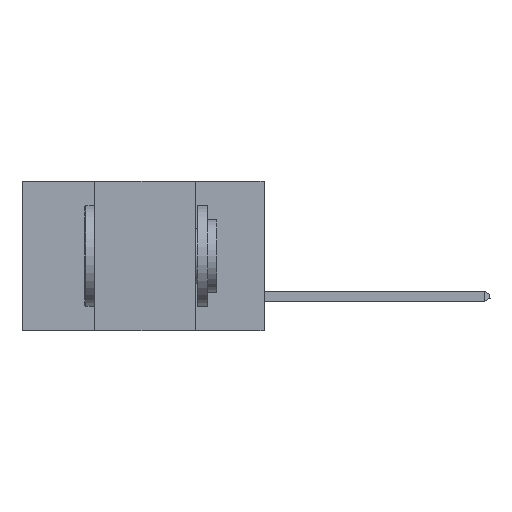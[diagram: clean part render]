
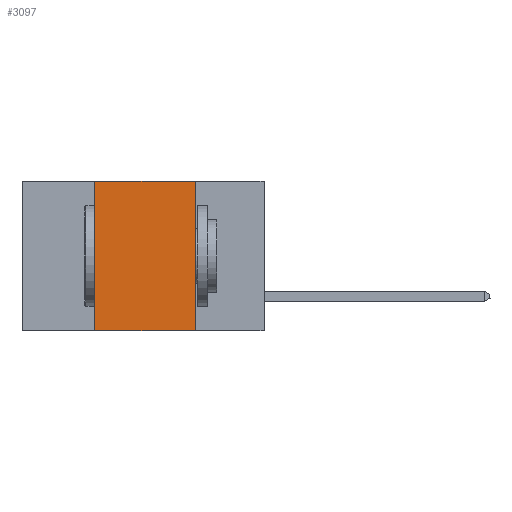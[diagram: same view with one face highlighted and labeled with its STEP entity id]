
A CAD part, left-side view. The second image highlights one B-rep face of the part: STEP entity #3097.
In plain terms, the highlighted planar face has unit normal (-1, 0, 0).
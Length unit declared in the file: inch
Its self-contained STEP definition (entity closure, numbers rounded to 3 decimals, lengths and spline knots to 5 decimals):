
#235 = DIRECTION ( 'NONE',  ( 0., -1., 0. ) ) ;
#1598 = LINE ( 'NONE', #19233, #5076 ) ;
#1966 = CARTESIAN_POINT ( 'NONE',  ( 0., 0.17, -0.37 ) ) ;
#3037 = LINE ( 'NONE', #19611, #11129 ) ;
#3097 = ADVANCED_FACE ( 'NONE', ( #6151 ), #18362, .F. ) ;
#3100 = CARTESIAN_POINT ( 'NONE',  ( 0., 0.17, 0. ) ) ;
#4156 = VERTEX_POINT ( 'NONE', #1966 ) ;
#4745 = DIRECTION ( 'NONE',  ( 0., 0., -1. ) ) ;
#4860 = DIRECTION ( 'NONE',  ( 0., 0., 1. ) ) ;
#5076 = VECTOR ( 'NONE', #4745, 39.37008 ) ;
#5378 = ORIENTED_EDGE ( 'NONE', *, *, #14792, .T. ) ;
#5611 = EDGE_CURVE ( 'NONE', #15426, #11179, #15608, .T. ) ;
#5921 = CARTESIAN_POINT ( 'NONE',  ( 0., 0.42, 0. ) ) ;
#6151 = FACE_OUTER_BOUND ( 'NONE', #11450, .T. ) ;
#6307 = LINE ( 'NONE', #19818, #7043 ) ;
#7043 = VECTOR ( 'NONE', #8017, 39.37008 ) ;
#8017 = DIRECTION ( 'NONE',  ( 0., -1., 0. ) ) ;
#8176 = CARTESIAN_POINT ( 'NONE',  ( 0., 0.42, 0. ) ) ;
#9599 = ORIENTED_EDGE ( 'NONE', *, *, #5611, .F. ) ;
#10191 = DIRECTION ( 'NONE',  ( 0., 0., -1. ) ) ;
#11129 = VECTOR ( 'NONE', #235, 39.37008 ) ;
#11179 = VERTEX_POINT ( 'NONE', #5921 ) ;
#11270 = AXIS2_PLACEMENT_3D ( 'NONE', #18075, #18302, #10191 ) ;
#11450 = EDGE_LOOP ( 'NONE', ( #18546, #12574, #9599, #5378 ) ) ;
#12574 = ORIENTED_EDGE ( 'NONE', *, *, #14910, .F. ) ;
#13341 = VECTOR ( 'NONE', #4860, 39.37008 ) ;
#14792 = EDGE_CURVE ( 'NONE', #15426, #4156, #6307, .T. ) ;
#14910 = EDGE_CURVE ( 'NONE', #11179, #18341, #3037, .T. ) ;
#15426 = VERTEX_POINT ( 'NONE', #16616 ) ;
#15608 = LINE ( 'NONE', #8176, #13341 ) ;
#16278 = EDGE_CURVE ( 'NONE', #18341, #4156, #1598, .T. ) ;
#16616 = CARTESIAN_POINT ( 'NONE',  ( 0., 0.42, -0.37 ) ) ;
#18075 = CARTESIAN_POINT ( 'NONE',  ( 0., 0.6, 0. ) ) ;
#18302 = DIRECTION ( 'NONE',  ( 1., 0., 0. ) ) ;
#18341 = VERTEX_POINT ( 'NONE', #3100 ) ;
#18362 = PLANE ( 'NONE',  #11270 ) ;
#18546 = ORIENTED_EDGE ( 'NONE', *, *, #16278, .F. ) ;
#19233 = CARTESIAN_POINT ( 'NONE',  ( 0., 0.17, 0. ) ) ;
#19611 = CARTESIAN_POINT ( 'NONE',  ( 0., 0.6, 0. ) ) ;
#19818 = CARTESIAN_POINT ( 'NONE',  ( 0., 0.6, -0.37 ) ) ;
